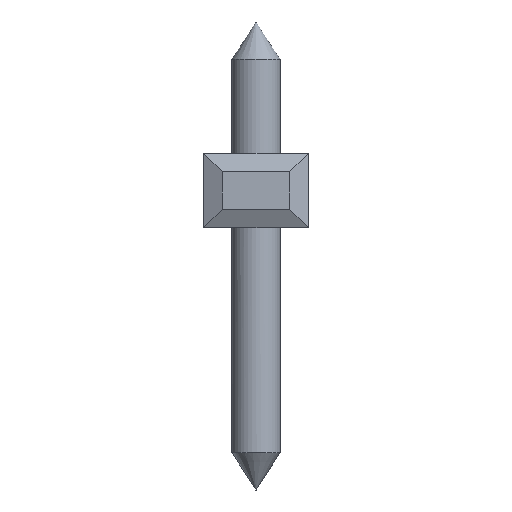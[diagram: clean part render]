
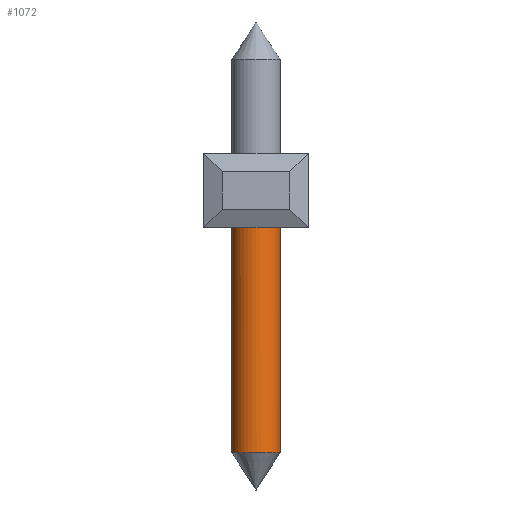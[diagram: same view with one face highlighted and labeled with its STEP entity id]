
A CAD part, left-side view. The second image highlights one B-rep face of the part: STEP entity #1072.
In plain terms, the highlighted cylindrical face has radius 0.65 mm (diameter 1.3 mm), a full revolution.
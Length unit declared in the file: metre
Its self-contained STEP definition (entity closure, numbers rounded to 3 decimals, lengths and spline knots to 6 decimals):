
#1072=ADVANCED_FACE('',(#2233,#2234),#2235,.T.);
#2233=FACE_OUTER_BOUND('',#3494,.T.);
#2234=FACE_OUTER_BOUND('',#3495,.T.);
#2235=CYLINDRICAL_SURFACE('',#3496,0.00065);
#3494=EDGE_LOOP('',(#6633));
#3495=EDGE_LOOP('',(#6634));
#3496=AXIS2_PLACEMENT_3D('',#6635,#6636,#6637);
#6633=ORIENTED_EDGE('',*,*,#8029,.F.);
#6634=ORIENTED_EDGE('',*,*,#8108,.F.);
#6635=CARTESIAN_POINT('',(-0.00435,-0.03326,0.0025));
#6636=DIRECTION('',(0.0,0.,-1.0));
#6637=DIRECTION('',(-1.0,0.0,0.0));
#8029=EDGE_CURVE('',#9742,#9742,#9743,.T.);
#8108=EDGE_CURVE('',#9846,#9846,#9847,.T.);
#9742=VERTEX_POINT('',#12206);
#9743=CIRCLE('',#12207,0.00065);
#9846=VERTEX_POINT('',#12356);
#9847=CIRCLE('',#12357,0.00065);
#12206=CARTESIAN_POINT('',(-0.00435,-0.03391,-0.0018));
#12207=AXIS2_PLACEMENT_3D('',#13289,#13290,#13291);
#12356=CARTESIAN_POINT('',(-0.00396,-0.03274,-0.008));
#12357=AXIS2_PLACEMENT_3D('',#13347,#13348,#13349);
#13289=CARTESIAN_POINT('',(-0.00435,-0.03326,-0.0018));
#13290=DIRECTION('',(0.0,0.,1.0));
#13291=DIRECTION('',(0.0,-1.0,0.));
#13347=CARTESIAN_POINT('',(-0.00435,-0.03326,-0.008));
#13348=DIRECTION('',(0.,0.,-1.0));
#13349=DIRECTION('',(0.6,0.8,0.));
